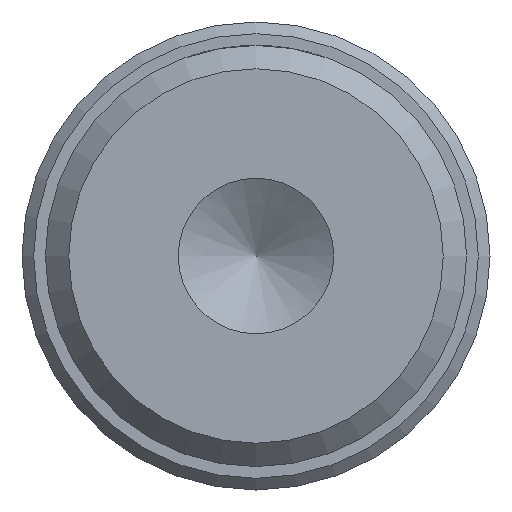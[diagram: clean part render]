
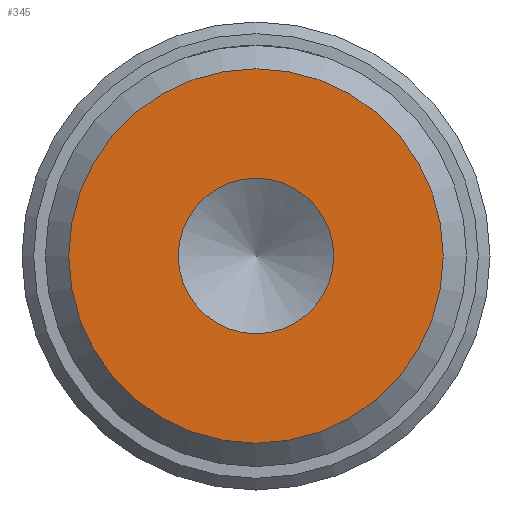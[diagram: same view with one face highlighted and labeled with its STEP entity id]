
A CAD part, left-side view. The second image highlights one B-rep face of the part: STEP entity #345.
In plain terms, the highlighted planar face has unit normal (-1, 0, 0).
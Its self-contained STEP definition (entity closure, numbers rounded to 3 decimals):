
#56=PLANE($,#384);
#85=FACE_BOUND($,#131,.T.);
#86=FACE_BOUND($,#132,.T.);
#131=EDGE_LOOP($,(#270));
#132=EDGE_LOOP($,(#271));
#161=CIRCLE($,#382,8.);
#163=CIRCLE($,#385,3.324);
#185=VERTEX_POINT($,#587);
#187=VERTEX_POINT($,#592);
#219=EDGE_CURVE($,#185,#185,#161,.T.);
#221=EDGE_CURVE($,#187,#187,#163,.T.);
#270=ORIENTED_EDGE($,*,*,#221,.T.);
#271=ORIENTED_EDGE($,*,*,#219,.F.);
#345=ADVANCED_FACE($,(#85,#86),#56,.T.);
#382=AXIS2_PLACEMENT_3D($,#588,#447,#448);
#384=AXIS2_PLACEMENT_3D($,#591,#451,#452);
#385=AXIS2_PLACEMENT_3D($,#593,#453,#454);
#447=DIRECTION('center_axis',(1.,0.,0.));
#448=DIRECTION('ref_axis',(0.,-1.,0.));
#451=DIRECTION('center_axis',(-1.,0.,0.));
#452=DIRECTION('ref_axis',(0.,0.,1.));
#453=DIRECTION('center_axis',(1.,0.,0.));
#454=DIRECTION('ref_axis',(0.,-1.,0.));
#587=CARTESIAN_POINT('',(0.,8.,0.));
#588=CARTESIAN_POINT('Origin',(0.,0.,
0.));
#591=CARTESIAN_POINT('Origin',(0.,4.5,0.));
#592=CARTESIAN_POINT('',(0.,-3.324,0.));
#593=CARTESIAN_POINT('Origin',(0.,0.,
0.));
